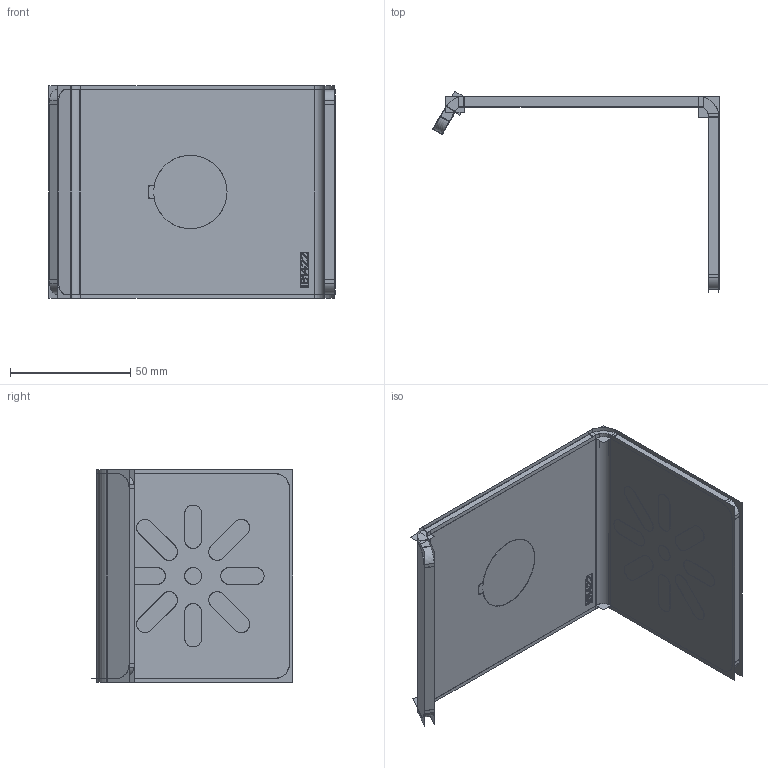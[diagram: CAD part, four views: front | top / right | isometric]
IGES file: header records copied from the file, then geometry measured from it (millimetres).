
Start section:  PTC IGES file: 163145.igs
Global section: file name: 163145.igs; native system: Creo Parametric by PTC Inc.; preprocessor: 2016260; author: PDMAdmin; organization: Unknown; date: 20170525.140418; units: millimetre
Bounding box: 119.01 x 83.81 x 88.4 mm (x, y, z)
Volume: 62460.6 mm3; surface area: 162083.2 mm2
Topology: 1 solids, 1 shells, 440 faces, 2170 edges, 2636 vertices
Faces by surface type: bspline 378, revolution 62
